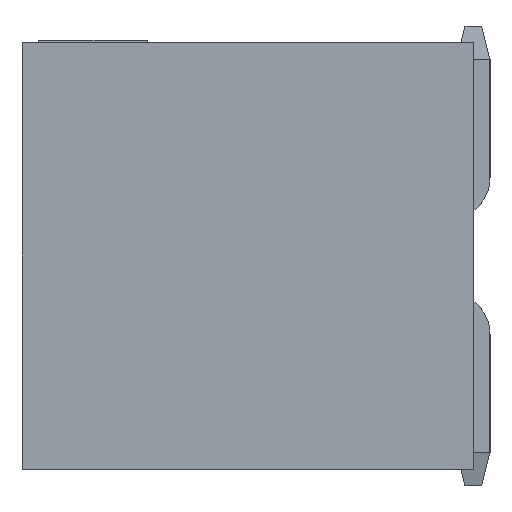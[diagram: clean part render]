
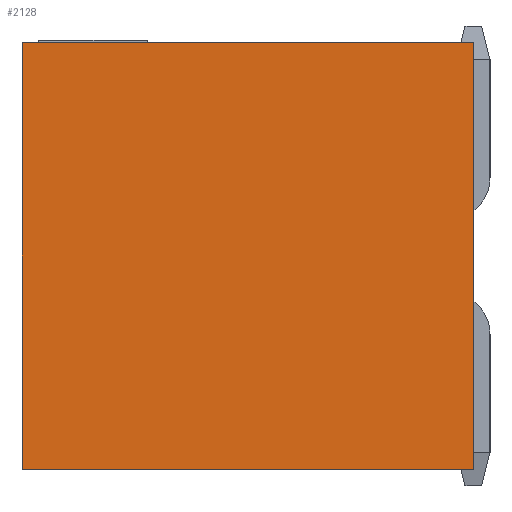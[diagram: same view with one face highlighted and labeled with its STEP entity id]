
A CAD part, left-side view. The second image highlights one B-rep face of the part: STEP entity #2128.
In plain terms, the highlighted planar face has unit normal (-1, 0, 0).
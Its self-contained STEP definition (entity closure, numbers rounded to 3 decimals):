
#175 = CARTESIAN_POINT ( 'NONE',  ( -15.85, 5.4, -2.55 ) ) ;
#207 = FACE_OUTER_BOUND ( 'NONE', #1144, .T. ) ;
#314 = EDGE_CURVE ( 'NONE', #5909, #12968, #3687, .T. ) ;
#367 = DIRECTION ( 'NONE',  ( 0., 0., -1. ) ) ;
#587 = EDGE_CURVE ( 'NONE', #5909, #795, #13433, .T. ) ;
#795 = VERTEX_POINT ( 'NONE', #10757 ) ;
#1144 = EDGE_LOOP ( 'NONE', ( #4867, #9586, #2934, #9569 ) ) ;
#1334 = EDGE_CURVE ( 'NONE', #12968, #12748, #7918, .T. ) ;
#1391 = AXIS2_PLACEMENT_3D ( 'NONE', #10547, #10504, #3960 ) ;
#2118 = VECTOR ( 'NONE', #13504, 1000. ) ;
#2128 = ADVANCED_FACE ( 'NONE', ( #207 ), #9344, .T. ) ;
#2417 = VECTOR ( 'NONE', #7425, 1000. ) ;
#2779 = CARTESIAN_POINT ( 'NONE',  ( -15.85, 5.4, 0. ) ) ;
#2934 = ORIENTED_EDGE ( 'NONE', *, *, #314, .T. ) ;
#3613 = CARTESIAN_POINT ( 'NONE',  ( -15.85, 2.7, -2.55 ) ) ;
#3687 = LINE ( 'NONE', #9972, #12241 ) ;
#3960 = DIRECTION ( 'NONE',  ( 0., 0., 1. ) ) ;
#4447 = DIRECTION ( 'NONE',  ( 0., 1., 0. ) ) ;
#4637 = LINE ( 'NONE', #3613, #2417 ) ;
#4867 = ORIENTED_EDGE ( 'NONE', *, *, #8886, .F. ) ;
#4934 = CARTESIAN_POINT ( 'NONE',  ( -15.85, 0., 0. ) ) ;
#5025 = CARTESIAN_POINT ( 'NONE',  ( -15.85, 5.4, 2.55 ) ) ;
#5909 = VERTEX_POINT ( 'NONE', #6231 ) ;
#6231 = CARTESIAN_POINT ( 'NONE',  ( -15.85, 0., 2.55 ) ) ;
#7425 = DIRECTION ( 'NONE',  ( 0., 1., 0. ) ) ;
#7918 = LINE ( 'NONE', #2779, #2118 ) ;
#8886 = EDGE_CURVE ( 'NONE', #795, #12748, #4637, .T. ) ;
#9344 = PLANE ( 'NONE',  #1391 ) ;
#9569 = ORIENTED_EDGE ( 'NONE', *, *, #1334, .T. ) ;
#9586 = ORIENTED_EDGE ( 'NONE', *, *, #587, .F. ) ;
#9972 = CARTESIAN_POINT ( 'NONE',  ( -15.85, 2.7, 2.55 ) ) ;
#10504 = DIRECTION ( 'NONE',  ( -1., 0., 0. ) ) ;
#10547 = CARTESIAN_POINT ( 'NONE',  ( -15.85, 0., -2.55 ) ) ;
#10757 = CARTESIAN_POINT ( 'NONE',  ( -15.85, 0., -2.55 ) ) ;
#12241 = VECTOR ( 'NONE', #4447, 1000. ) ;
#12573 = VECTOR ( 'NONE', #367, 1000. ) ;
#12748 = VERTEX_POINT ( 'NONE', #175 ) ;
#12968 = VERTEX_POINT ( 'NONE', #5025 ) ;
#13433 = LINE ( 'NONE', #4934, #12573 ) ;
#13504 = DIRECTION ( 'NONE',  ( 0., 0., -1. ) ) ;
